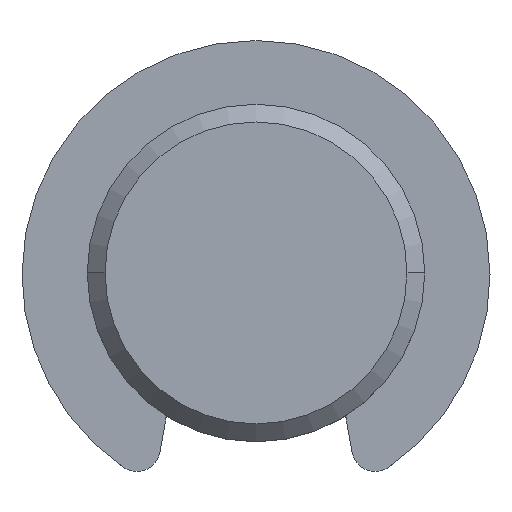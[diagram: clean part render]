
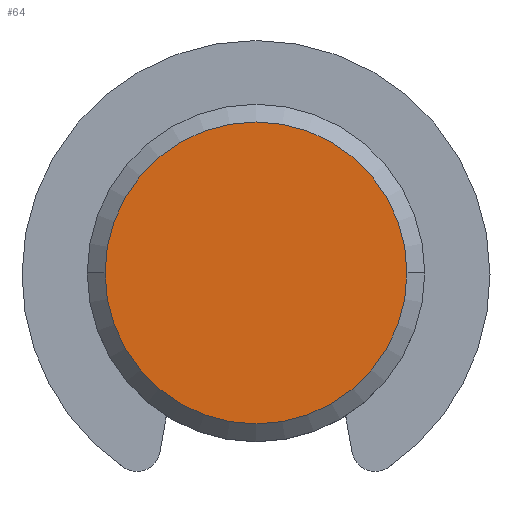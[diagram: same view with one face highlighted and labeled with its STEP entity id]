
A CAD part, top view. The second image highlights one B-rep face of the part: STEP entity #64.
In plain terms, the highlighted planar face has unit normal (0, 0, 1).
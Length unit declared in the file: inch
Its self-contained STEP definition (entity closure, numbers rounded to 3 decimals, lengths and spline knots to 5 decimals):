
#17 = EDGE_CURVE ( 'NONE', #245, #295, #919, .T. ) ;
#64 = ADVANCED_FACE ( 'NONE', ( #490 ), #775, .T. ) ;
#87 = ORIENTED_EDGE ( 'NONE', *, *, #17, .T. ) ;
#161 = EDGE_LOOP ( 'NONE', ( #275, #87 ) ) ;
#245 = VERTEX_POINT ( 'NONE', #943 ) ;
#275 = ORIENTED_EDGE ( 'NONE', *, *, #699, .T. ) ;
#295 = VERTEX_POINT ( 'NONE', #1150 ) ;
#398 = AXIS2_PLACEMENT_3D ( 'NONE', #1076, #1073, #1070 ) ;
#429 = DIRECTION ( 'NONE',  ( 0., 0., 1. ) ) ;
#431 = CARTESIAN_POINT ( 'NONE',  ( 0., 0., 0.6 ) ) ;
#437 = DIRECTION ( 'NONE',  ( 1., 0., 0. ) ) ;
#490 = FACE_OUTER_BOUND ( 'NONE', #161, .T. ) ;
#559 = CIRCLE ( 'NONE', #398, 0.17 ) ;
#664 = AXIS2_PLACEMENT_3D ( 'NONE', #789, #771, #770 ) ;
#689 = AXIS2_PLACEMENT_3D ( 'NONE', #431, #429, #437 ) ;
#699 = EDGE_CURVE ( 'NONE', #295, #245, #559, .T. ) ;
#770 = DIRECTION ( 'NONE',  ( 1., 0., 0. ) ) ;
#771 = DIRECTION ( 'NONE',  ( 0., 0., 1. ) ) ;
#775 = PLANE ( 'NONE',  #664 ) ;
#789 = CARTESIAN_POINT ( 'NONE',  ( 0., 0., 0.6 ) ) ;
#919 = CIRCLE ( 'NONE', #689, 0.17 ) ;
#943 = CARTESIAN_POINT ( 'NONE',  ( 0.17, 0., 0.6 ) ) ;
#1070 = DIRECTION ( 'NONE',  ( 1., 0., 0. ) ) ;
#1073 = DIRECTION ( 'NONE',  ( 0., 0., 1. ) ) ;
#1076 = CARTESIAN_POINT ( 'NONE',  ( 0., 0., 0.6 ) ) ;
#1150 = CARTESIAN_POINT ( 'NONE',  ( -0.17, 0., 0.6 ) ) ;
